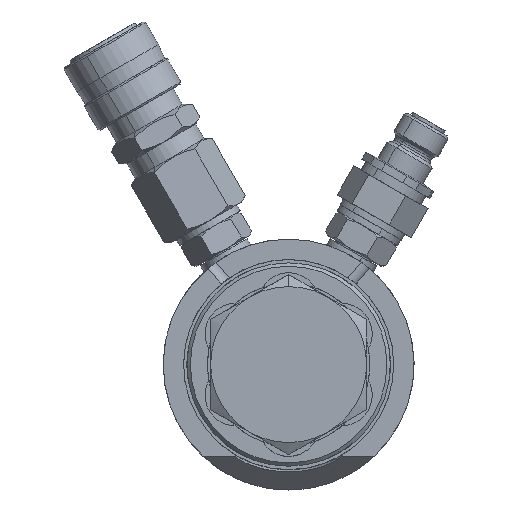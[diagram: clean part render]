
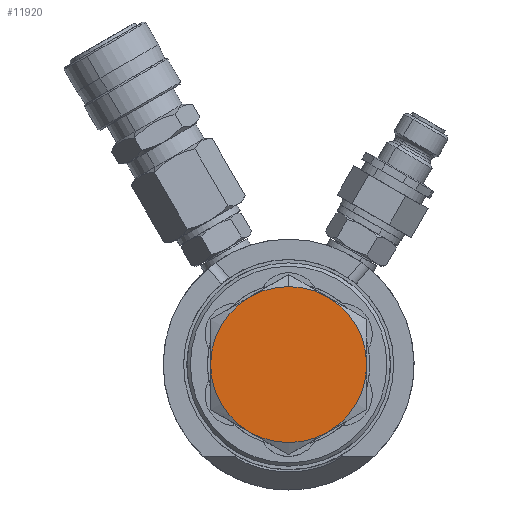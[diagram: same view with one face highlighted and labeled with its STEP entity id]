
A CAD part, front view. The second image highlights one B-rep face of the part: STEP entity #11920.
In plain terms, the highlighted planar face has unit normal (0, -1, 0).
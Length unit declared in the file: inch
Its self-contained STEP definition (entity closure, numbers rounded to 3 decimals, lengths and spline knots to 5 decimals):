
#3371=CARTESIAN_POINT('',(0.,0.,0.));
#3372=DIRECTION('',(0.,-1.,0.));
#3373=DIRECTION('',(1.,0.,0.));
#3374=AXIS2_PLACEMENT_3D('',#3371,#3372,#3373);
#3376=CARTESIAN_POINT('',(0.,0.,0.));
#3377=DIRECTION('',(0.,-1.,0.));
#3378=DIRECTION('',(0.5,0.,-0.866));
#3379=AXIS2_PLACEMENT_3D('',#3376,#3377,#3378);
#3381=CARTESIAN_POINT('',(0.,0.,0.));
#3382=DIRECTION('',(0.,-1.,0.));
#3383=DIRECTION('',(0.,0.,-1.));
#3384=AXIS2_PLACEMENT_3D('',#3381,#3382,#3383);
#3386=CARTESIAN_POINT('',(0.,0.,0.));
#3387=DIRECTION('',(0.,-1.,0.));
#3388=DIRECTION('',(-0.5,0.,-0.866));
#3389=AXIS2_PLACEMENT_3D('',#3386,#3387,#3388);
#3391=CARTESIAN_POINT('',(0.,0.,0.));
#3392=DIRECTION('',(0.,-1.,0.));
#3393=DIRECTION('',(-1.,0.,0.));
#3394=AXIS2_PLACEMENT_3D('',#3391,#3392,#3393);
#3396=CARTESIAN_POINT('',(0.,0.,0.));
#3397=DIRECTION('',(0.,-1.,0.));
#3398=DIRECTION('',(-0.5,0.,0.866));
#3399=AXIS2_PLACEMENT_3D('',#3396,#3397,#3398);
#3401=CARTESIAN_POINT('',(0.,0.,0.));
#3402=DIRECTION('',(0.,-1.,0.));
#3403=DIRECTION('',(0.,0.,1.));
#3404=AXIS2_PLACEMENT_3D('',#3401,#3402,#3403);
#3406=CARTESIAN_POINT('',(0.,0.,0.));
#3407=DIRECTION('',(0.,-1.,0.));
#3408=DIRECTION('',(0.5,0.,0.866));
#3409=AXIS2_PLACEMENT_3D('',#3406,#3407,#3408);
#3449=CARTESIAN_POINT('',(0.45313,0.,0.78484));
#3469=CARTESIAN_POINT('',(0.90625,0.,0.));
#3511=CARTESIAN_POINT('',(-0.45313,0.,-0.78484));
#9733=VERTEX_POINT('',#3449);
#9735=VERTEX_POINT('',#3469);
#9737=CARTESIAN_POINT('',(0.,0.,0.90625));
#9739=VERTEX_POINT('',#9737);
#9744=VERTEX_POINT('',#3511);
#9746=CARTESIAN_POINT('',(-0.45313,0.,0.78484));
#9747=CARTESIAN_POINT('',(-0.90625,0.,0.));
#9748=VERTEX_POINT('',#9746);
#9749=VERTEX_POINT('',#9747);
#9755=CARTESIAN_POINT('',(0.45313,0.,-0.78484));
#9756=VERTEX_POINT('',#9755);
#9766=CARTESIAN_POINT('',(0.,0.,-0.90625));
#9767=VERTEX_POINT('',#9766);
#11898=CARTESIAN_POINT('',(0.,0.,0.));
#11899=DIRECTION('',(0.,1.,0.));
#11900=DIRECTION('',(0.,0.,1.));
#11901=AXIS2_PLACEMENT_3D('',#11898,#11899,#11900);
#11902=PLANE('',#11901);
#11904=ORIENTED_EDGE('',*,*,#11903,.F.);
#11906=ORIENTED_EDGE('',*,*,#11905,.F.);
#11908=ORIENTED_EDGE('',*,*,#11907,.F.);
#11910=ORIENTED_EDGE('',*,*,#11909,.F.);
#11912=ORIENTED_EDGE('',*,*,#11911,.F.);
#11914=ORIENTED_EDGE('',*,*,#11913,.F.);
#11915=ORIENTED_EDGE('',*,*,#11890,.F.);
#11917=ORIENTED_EDGE('',*,*,#11916,.F.);
#11918=EDGE_LOOP('',(#11904,#11906,#11908,#11910,#11912,#11914,#11915,#11917));
#11919=FACE_OUTER_BOUND('',#11918,.F.);
#11920=ADVANCED_FACE('',(#11919),#11902,.F.);
#3375=CIRCLE('',#3374,0.90625);
#3380=CIRCLE('',#3379,0.90625);
#3385=CIRCLE('',#3384,0.90625);
#3390=CIRCLE('',#3389,0.90625);
#3395=CIRCLE('',#3394,0.90625);
#3400=CIRCLE('',#3399,0.90625);
#3405=CIRCLE('',#3404,0.90625);
#3410=CIRCLE('',#3409,0.90625);
#11890=EDGE_CURVE('',#9739,#9748,#3405,.T.);
#11903=EDGE_CURVE('',#9735,#9733,#3375,.T.);
#11905=EDGE_CURVE('',#9756,#9735,#3380,.T.);
#11907=EDGE_CURVE('',#9767,#9756,#3385,.T.);
#11909=EDGE_CURVE('',#9744,#9767,#3390,.T.);
#11911=EDGE_CURVE('',#9749,#9744,#3395,.T.);
#11913=EDGE_CURVE('',#9748,#9749,#3400,.T.);
#11916=EDGE_CURVE('',#9733,#9739,#3410,.T.);
